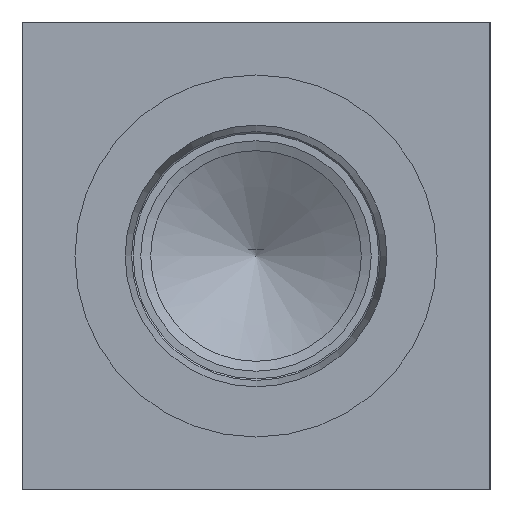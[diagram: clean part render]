
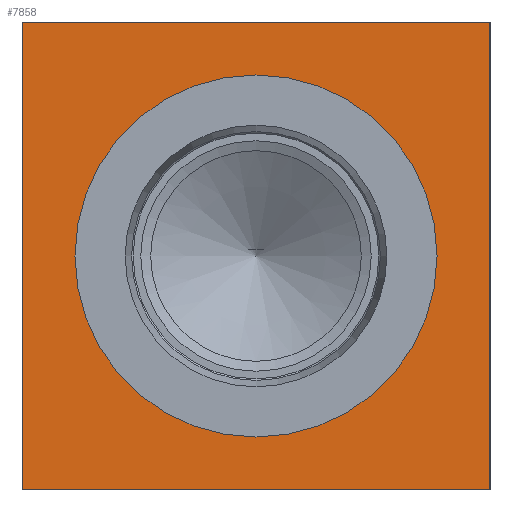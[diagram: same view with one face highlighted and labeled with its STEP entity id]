
A CAD part, left-side view. The second image highlights one B-rep face of the part: STEP entity #7858.
In plain terms, the highlighted planar face has unit normal (-1, 0, 0).
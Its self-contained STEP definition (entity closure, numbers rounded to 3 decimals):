
#272=CIRCLE('',#8344,24.562);
#273=CIRCLE('',#8345,24.562);
#335=FACE_BOUND('',#1513,.T.);
#1054=FACE_OUTER_BOUND('',#1512,.T.);
#1512=EDGE_LOOP('',(#6911,#6912,#6913,#6914));
#1513=EDGE_LOOP('',(#6915,#6916));
#1762=LINE('',#12135,#2465);
#2224=LINE('',#13600,#2927);
#2225=LINE('',#13601,#2928);
#2226=LINE('',#13602,#2929);
#2465=VECTOR('',#8711,10.);
#2927=VECTOR('',#10023,10.);
#2928=VECTOR('',#10024,10.);
#2929=VECTOR('',#10025,10.);
#3215=VERTEX_POINT('',#12128);
#3218=VERTEX_POINT('',#12133);
#3657=VERTEX_POINT('',#13569);
#3658=VERTEX_POINT('',#13570);
#3667=VERTEX_POINT('',#13598);
#3668=VERTEX_POINT('',#13599);
#4094=EDGE_CURVE('',#3218,#3215,#1762,.T.);
#4742=EDGE_CURVE('',#3657,#3658,#272,.T.);
#4743=EDGE_CURVE('',#3658,#3657,#273,.T.);
#4756=EDGE_CURVE('',#3667,#3668,#2224,.T.);
#4757=EDGE_CURVE('',#3668,#3215,#2225,.T.);
#4758=EDGE_CURVE('',#3667,#3218,#2226,.T.);
#6911=ORIENTED_EDGE('',*,*,#4756,.T.);
#6912=ORIENTED_EDGE('',*,*,#4757,.T.);
#6913=ORIENTED_EDGE('',*,*,#4094,.F.);
#6914=ORIENTED_EDGE('',*,*,#4758,.F.);
#6915=ORIENTED_EDGE('',*,*,#4742,.T.);
#6916=ORIENTED_EDGE('',*,*,#4743,.T.);
#7162=PLANE('',#8358);
#7858=ADVANCED_FACE('',(#1054,#335),#7162,.T.);
#8344=AXIS2_PLACEMENT_3D('',#13571,#9989,#9990);
#8345=AXIS2_PLACEMENT_3D('',#13572,#9991,#9992);
#8358=AXIS2_PLACEMENT_3D('',#13597,#10021,#10022);
#8711=DIRECTION('',(0.,-1.,0.));
#9989=DIRECTION('center_axis',(1.,0.,0.));
#9990=DIRECTION('ref_axis',(0.,0.,1.));
#9991=DIRECTION('center_axis',(1.,0.,0.));
#9992=DIRECTION('ref_axis',(0.,0.,1.));
#10021=DIRECTION('center_axis',(-1.,0.,0.));
#10022=DIRECTION('ref_axis',(0.,-1.,0.));
#10023=DIRECTION('',(0.,-1.,0.));
#10024=DIRECTION('',(0.,0.,1.));
#10025=DIRECTION('',(0.,0.,1.));
#12128=CARTESIAN_POINT('',(0.,0.,63.5));
#12133=CARTESIAN_POINT('',(0.,63.5,63.5));
#12135=CARTESIAN_POINT('',(0.,63.5,63.5));
#13569=CARTESIAN_POINT('',(0.,31.75,56.312));
#13570=CARTESIAN_POINT('',(0.,31.75,7.188));
#13571=CARTESIAN_POINT('Origin',(0.,31.75,31.75));
#13572=CARTESIAN_POINT('Origin',(0.,31.75,31.75));
#13597=CARTESIAN_POINT('Origin',(0.,63.5,0.));
#13598=CARTESIAN_POINT('',(0.,63.5,0.));
#13599=CARTESIAN_POINT('',(0.,0.,0.));
#13600=CARTESIAN_POINT('',(0.,63.5,0.));
#13601=CARTESIAN_POINT('',(0.,0.,0.));
#13602=CARTESIAN_POINT('',(0.,63.5,0.));
